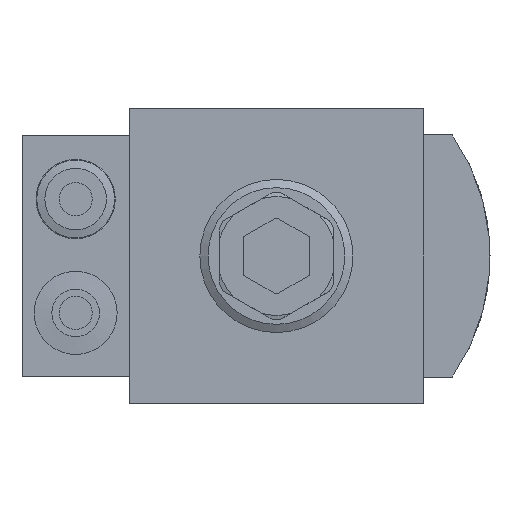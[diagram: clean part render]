
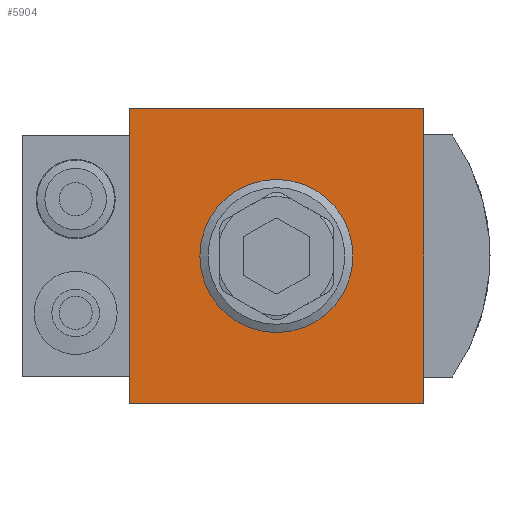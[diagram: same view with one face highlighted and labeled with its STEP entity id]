
A CAD part, front view. The second image highlights one B-rep face of the part: STEP entity #5904.
In plain terms, the highlighted planar face has unit normal (0, -1, 0).
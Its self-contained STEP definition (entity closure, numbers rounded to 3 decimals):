
#86=PLANE('',#6207);
#292=LINE('',#7777,#734);
#369=LINE('',#7984,#811);
#378=LINE('',#8001,#820);
#443=LINE('',#8153,#885);
#734=VECTOR('',#6544,1000.);
#811=VECTOR('',#6691,1000.);
#820=VECTOR('',#6702,1000.);
#885=VECTOR('',#6825,1000.);
#1470=ORIENTED_EDGE('',*,*,#2607,.F.);
#1471=ORIENTED_EDGE('',*,*,#2397,.F.);
#1472=ORIENTED_EDGE('',*,*,#2497,.F.);
#1473=ORIENTED_EDGE('',*,*,#2506,.F.);
#1474=ORIENTED_EDGE('',*,*,#2587,.F.);
#2397=EDGE_CURVE('',#3002,#3003,#292,.T.);
#2497=EDGE_CURVE('',#3079,#3002,#369,.T.);
#2506=EDGE_CURVE('',#3086,#3079,#378,.T.);
#2587=EDGE_CURVE('',#3003,#3086,#443,.T.);
#2607=EDGE_CURVE('',#3155,#3155,#3424,.F.);
#3002=VERTEX_POINT('',#7776);
#3003=VERTEX_POINT('',#7778);
#3079=VERTEX_POINT('',#7983);
#3086=VERTEX_POINT('',#8000);
#3155=VERTEX_POINT('',#8192);
#3424=CIRCLE('',#6208,16.132);
#3566=EDGE_LOOP('',(#1470));
#3567=EDGE_LOOP('',(#1471,#1472,#1473,#1474));
#3870=FACE_BOUND('',#3566,.T.);
#3871=FACE_BOUND('',#3567,.T.);
#5904=ADVANCED_FACE('',(#3870,#3871),#86,.F.);
#6207=AXIS2_PLACEMENT_3D('',#8190,#6863,#6864);
#6208=AXIS2_PLACEMENT_3D('',#8191,#6865,#6866);
#6544=DIRECTION('',(0.,0.,1.));
#6691=DIRECTION('',(-1.,0.,0.));
#6702=DIRECTION('',(0.,0.,-1.));
#6825=DIRECTION('',(1.,0.,0.));
#6863=DIRECTION('',(0.,1.,0.));
#6864=DIRECTION('',(0.,0.,1.));
#6865=DIRECTION('',(0.,1.,0.));
#6866=DIRECTION('',(0.,0.,1.));
#7776=CARTESIAN_POINT('',(-31.,-45.,-31.));
#7777=CARTESIAN_POINT('',(-31.,-45.,-31.));
#7778=CARTESIAN_POINT('',(-31.,-45.,31.));
#7983=CARTESIAN_POINT('',(31.,-45.,-31.));
#7984=CARTESIAN_POINT('',(31.,-45.,-31.));
#8000=CARTESIAN_POINT('',(31.,-45.,31.));
#8001=CARTESIAN_POINT('',(31.,-45.,31.));
#8153=CARTESIAN_POINT('',(-31.,-45.,31.));
#8190=CARTESIAN_POINT('',(0.,-45.,0.));
#8191=CARTESIAN_POINT('',(0.,-45.,0.));
#8192=CARTESIAN_POINT('',(0.,-45.,16.132));
